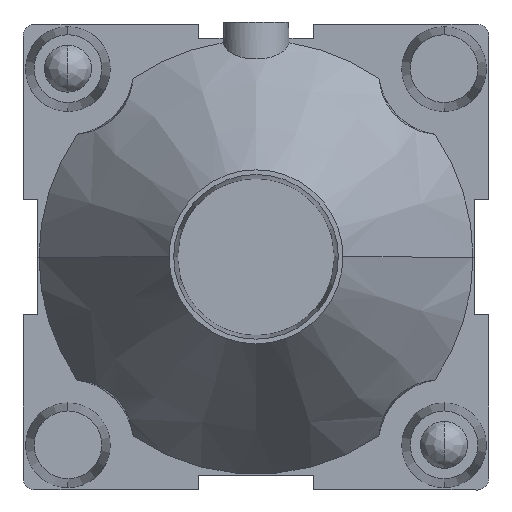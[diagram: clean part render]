
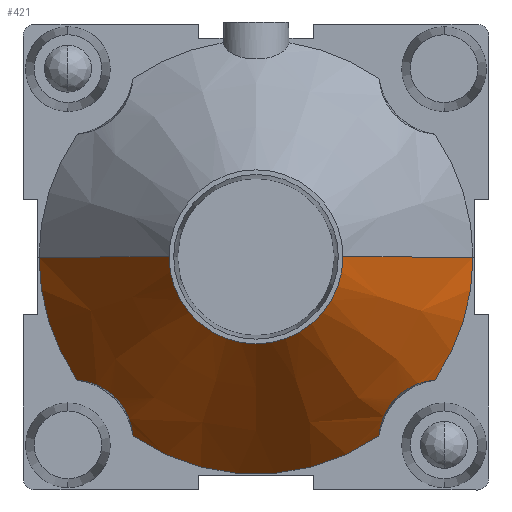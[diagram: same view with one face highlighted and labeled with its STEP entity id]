
A CAD part, top view. The second image highlights one B-rep face of the part: STEP entity #421.
In plain terms, the highlighted conical face has half-angle 33.677 degrees and reference radius 1.85 mm.
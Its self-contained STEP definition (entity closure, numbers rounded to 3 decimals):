
#61 = VERTEX_POINT ( 'NONE', #1407 ) ;
#64 = VERTEX_POINT ( 'NONE', #1390 ) ;
#123 = VERTEX_POINT ( 'NONE', #1406 ) ;
#161 = VERTEX_POINT ( 'NONE', #1468 ) ;
#185 = VERTEX_POINT ( 'NONE', #1451 ) ;
#248 = VERTEX_POINT ( 'NONE', #1434 ) ;
#252 = VERTEX_POINT ( 'NONE', #1432 ) ;
#280 = VERTEX_POINT ( 'NONE', #1428 ) ;
#313 = B_SPLINE_CURVE_WITH_KNOTS ( 'NONE', 3,
 ( #655, #681, #685, #671, #663, #664, #665, #1052, #1096, #1094, #1093, #1114, #1110, #1117, #1058, #1062 ),
 .UNSPECIFIED., .F., .F.,
 ( 4, 2, 2, 2, 2, 2, 2, 4 ),
 ( 0., 0.001, 0.001, 0.001, 0.001, 0.002, 0.002, 0.002 ),
 .UNSPECIFIED. ) ;
#314 = B_SPLINE_CURVE_WITH_KNOTS ( 'NONE', 3,
 ( #1120, #1049, #1053, #1085, #1118, #1084, #1081, #1088, #1115, #1092, #1087, #1095, #1121, #1083, #1089, #1090 ),
 .UNSPECIFIED., .F., .F.,
 ( 4, 2, 2, 2, 2, 2, 2, 4 ),
 ( 0., 0.001, 0.001, 0.001, 0.001, 0.002, 0.002, 0.002 ),
 .UNSPECIFIED. ) ;
#368 = AXIS2_PLACEMENT_3D ( 'NONE', #1561, #1532, #1536 ) ;
#373 = AXIS2_PLACEMENT_3D ( 'NONE', #1521, #1535, #1539 ) ;
#374 = AXIS2_PLACEMENT_3D ( 'NONE', #1542, #1547, #1518 ) ;
#375 = AXIS2_PLACEMENT_3D ( 'NONE', #1517, #1541, #1543 ) ;
#421 = ADVANCED_FACE ( 'NONE', ( #974 ), #967, .T. ) ;
#655 = CARTESIAN_POINT ( 'NONE',  ( 3.803, -2.614, 0.7 ) ) ;
#663 = CARTESIAN_POINT ( 'NONE',  ( 3.274, -2.771, 1.191 ) ) ;
#664 = CARTESIAN_POINT ( 'NONE',  ( 3.128, -2.865, 1.262 ) ) ;
#665 = CARTESIAN_POINT ( 'NONE',  ( 3.055, -2.923, 1.283 ) ) ;
#671 = CARTESIAN_POINT ( 'NONE',  ( 3.346, -2.735, 1.142 ) ) ;
#681 = CARTESIAN_POINT ( 'NONE',  ( 3.682, -2.624, 0.842 ) ) ;
#685 = CARTESIAN_POINT ( 'NONE',  ( 3.555, -2.65, 0.975 ) ) ;
#946 = EDGE_LOOP ( 'NONE', ( #1619, #1627, #1637, #1600, #1612, #1586, #1682, #1628 ) ) ;
#967 = CONICAL_SURFACE ( 'NONE', #1896, 1.85, 0.588 ) ;
#974 = FACE_OUTER_BOUND ( 'NONE', #946, .T. ) ;
#1011 = CIRCLE ( 'NONE', #368, 1.85 ) ;
#1014 = CIRCLE ( 'NONE', #374, 4.615 ) ;
#1015 = LINE ( 'NONE', #1545, #1024 ) ;
#1022 = LINE ( 'NONE', #1524, #1026 ) ;
#1023 = CIRCLE ( 'NONE', #373, 4.615 ) ;
#1024 = VECTOR ( 'NONE', #1549, 1000. ) ;
#1026 = VECTOR ( 'NONE', #1540, 1000. ) ;
#1029 = CIRCLE ( 'NONE', #375, 4.615 ) ;
#1049 = CARTESIAN_POINT ( 'NONE',  ( -2.624, -3.682, 0.842 ) ) ;
#1052 = CARTESIAN_POINT ( 'NONE',  ( 2.924, -3.054, 1.283 ) ) ;
#1053 = CARTESIAN_POINT ( 'NONE',  ( -2.65, -3.555, 0.975 ) ) ;
#1058 = CARTESIAN_POINT ( 'NONE',  ( 2.619, -3.743, 0.771 ) ) ;
#1062 = CARTESIAN_POINT ( 'NONE',  ( 2.614, -3.803, 0.7 ) ) ;
#1081 = CARTESIAN_POINT ( 'NONE',  ( -2.923, -3.055, 1.283 ) ) ;
#1083 = CARTESIAN_POINT ( 'NONE',  ( -3.68, -2.628, 0.84 ) ) ;
#1084 = CARTESIAN_POINT ( 'NONE',  ( -2.865, -3.128, 1.262 ) ) ;
#1085 = CARTESIAN_POINT ( 'NONE',  ( -2.735, -3.346, 1.142 ) ) ;
#1087 = CARTESIAN_POINT ( 'NONE',  ( -3.345, -2.735, 1.143 ) ) ;
#1088 = CARTESIAN_POINT ( 'NONE',  ( -3.054, -2.924, 1.283 ) ) ;
#1089 = CARTESIAN_POINT ( 'NONE',  ( -3.743, -2.619, 0.771 ) ) ;
#1090 = CARTESIAN_POINT ( 'NONE',  ( -3.803, -2.614, 0.7 ) ) ;
#1092 = CARTESIAN_POINT ( 'NONE',  ( -3.273, -2.771, 1.192 ) ) ;
#1093 = CARTESIAN_POINT ( 'NONE',  ( 2.735, -3.345, 1.143 ) ) ;
#1094 = CARTESIAN_POINT ( 'NONE',  ( 2.771, -3.273, 1.192 ) ) ;
#1095 = CARTESIAN_POINT ( 'NONE',  ( -3.484, -2.678, 1.032 ) ) ;
#1096 = CARTESIAN_POINT ( 'NONE',  ( 2.865, -3.127, 1.262 ) ) ;
#1110 = CARTESIAN_POINT ( 'NONE',  ( 2.658, -3.551, 0.97 ) ) ;
#1114 = CARTESIAN_POINT ( 'NONE',  ( 2.678, -3.484, 1.032 ) ) ;
#1115 = CARTESIAN_POINT ( 'NONE',  ( -3.127, -2.865, 1.262 ) ) ;
#1117 = CARTESIAN_POINT ( 'NONE',  ( 2.628, -3.68, 0.84 ) ) ;
#1118 = CARTESIAN_POINT ( 'NONE',  ( -2.771, -3.274, 1.191 ) ) ;
#1120 = CARTESIAN_POINT ( 'NONE',  ( -2.614, -3.803, 0.7 ) ) ;
#1121 = CARTESIAN_POINT ( 'NONE',  ( -3.551, -2.658, 0.97 ) ) ;
#1367 = CARTESIAN_POINT ( 'NONE',  ( 0., 0., 4.85 ) ) ;
#1369 = DIRECTION ( 'NONE',  ( 0., 0., -1. ) ) ;
#1374 = DIRECTION ( 'NONE',  ( -1., 0., 0. ) ) ;
#1390 = CARTESIAN_POINT ( 'NONE',  ( -4.615, 0., 0.7 ) ) ;
#1406 = CARTESIAN_POINT ( 'NONE',  ( -3.803, -2.614, 0.7 ) ) ;
#1407 = CARTESIAN_POINT ( 'NONE',  ( 1.85, 0., 4.85 ) ) ;
#1428 = CARTESIAN_POINT ( 'NONE',  ( 2.614, -3.803, 0.7 ) ) ;
#1432 = CARTESIAN_POINT ( 'NONE',  ( 3.803, -2.614, 0.7 ) ) ;
#1434 = CARTESIAN_POINT ( 'NONE',  ( -1.85, 0., 4.85 ) ) ;
#1451 = CARTESIAN_POINT ( 'NONE',  ( 4.615, 0., 0.7 ) ) ;
#1468 = CARTESIAN_POINT ( 'NONE',  ( -2.614, -3.803, 0.7 ) ) ;
#1517 = CARTESIAN_POINT ( 'NONE',  ( 0., 0., 0.7 ) ) ;
#1518 = DIRECTION ( 'NONE',  ( -1., 0., 0. ) ) ;
#1521 = CARTESIAN_POINT ( 'NONE',  ( 0., 0., 0.7 ) ) ;
#1524 = CARTESIAN_POINT ( 'NONE',  ( 3.233, 0., 2.775 ) ) ;
#1532 = DIRECTION ( 'NONE',  ( 0., 0., 1. ) ) ;
#1535 = DIRECTION ( 'NONE',  ( 0., 0., -1. ) ) ;
#1536 = DIRECTION ( 'NONE',  ( -1., 0., 0. ) ) ;
#1539 = DIRECTION ( 'NONE',  ( -1., 0., 0. ) ) ;
#1540 = DIRECTION ( 'NONE',  ( 0.555, 0., -0.832 ) ) ;
#1541 = DIRECTION ( 'NONE',  ( 0., 0., -1. ) ) ;
#1542 = CARTESIAN_POINT ( 'NONE',  ( 0., 0., 0.7 ) ) ;
#1543 = DIRECTION ( 'NONE',  ( -1., 0., 0. ) ) ;
#1545 = CARTESIAN_POINT ( 'NONE',  ( -3.233, 0., 2.775 ) ) ;
#1547 = DIRECTION ( 'NONE',  ( 0., 0., -1. ) ) ;
#1549 = DIRECTION ( 'NONE',  ( 0.555, 0., 0.832 ) ) ;
#1561 = CARTESIAN_POINT ( 'NONE',  ( 0., 0., 4.85 ) ) ;
#1586 = ORIENTED_EDGE ( 'NONE', *, *, #1933, .F. ) ;
#1600 = ORIENTED_EDGE ( 'NONE', *, *, #1934, .F. ) ;
#1612 = ORIENTED_EDGE ( 'NONE', *, *, #1986, .F. ) ;
#1619 = ORIENTED_EDGE ( 'NONE', *, *, #1930, .F. ) ;
#1627 = ORIENTED_EDGE ( 'NONE', *, *, #1926, .F. ) ;
#1628 = ORIENTED_EDGE ( 'NONE', *, *, #1935, .F. ) ;
#1637 = ORIENTED_EDGE ( 'NONE', *, *, #1929, .F. ) ;
#1682 = ORIENTED_EDGE ( 'NONE', *, *, #1984, .F. ) ;
#1896 = AXIS2_PLACEMENT_3D ( 'NONE', #1367, #1369, #1374 ) ;
#1926 = EDGE_CURVE ( 'NONE', #248, #61, #1011, .T. ) ;
#1929 = EDGE_CURVE ( 'NONE', #64, #248, #1015, .T. ) ;
#1930 = EDGE_CURVE ( 'NONE', #61, #185, #1022, .T. ) ;
#1933 = EDGE_CURVE ( 'NONE', #280, #161, #1023, .T. ) ;
#1934 = EDGE_CURVE ( 'NONE', #123, #64, #1014, .T. ) ;
#1935 = EDGE_CURVE ( 'NONE', #185, #252, #1029, .T. ) ;
#1984 = EDGE_CURVE ( 'NONE', #252, #280, #313, .T. ) ;
#1986 = EDGE_CURVE ( 'NONE', #161, #123, #314, .T. ) ;
